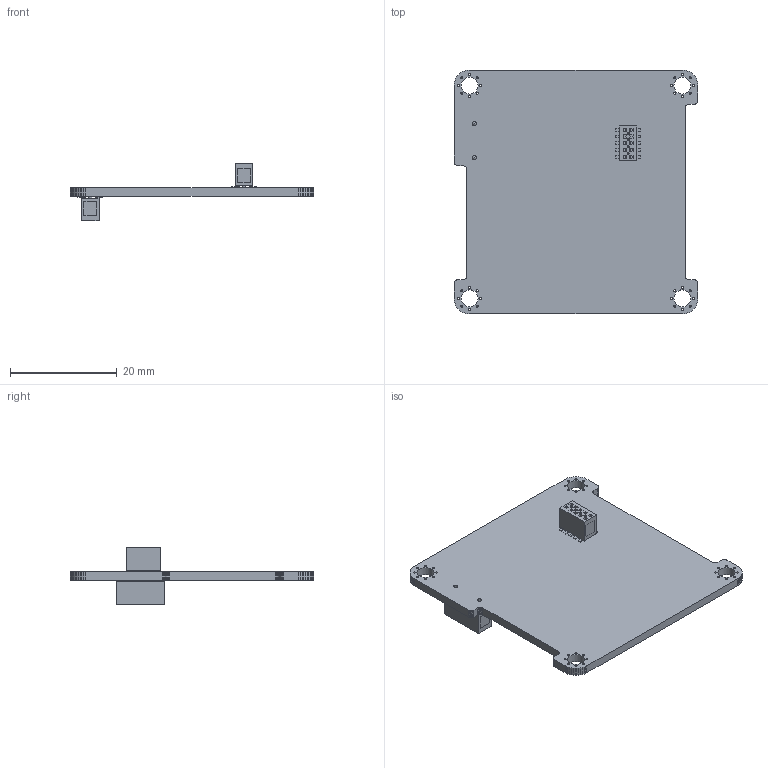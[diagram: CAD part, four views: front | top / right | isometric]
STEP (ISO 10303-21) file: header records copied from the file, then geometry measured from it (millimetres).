
FILE_DESCRIPTION(('KiCad electronic assembly'),'2;1');
FILE_NAME('batteryboard-top.step','2023-04-25T23:47:19',('Pcbnew'),( 'Kicad'),'Open CASCADE STEP processor 7.6','KiCad to STEP converter' ,'Unknown');
FILE_SCHEMA(('AUTOMOTIVE_DESIGN { 1 0 10303 214 1 1 1 1 }'));
Length unit declared in the file: millimetre
Products named in the file (6): batteryboard-top 1; FLE-105-01-X-DV-A; COMPOUND; FLE-107-01-X-DV-A; _autosave-batteryboard-top PCB
Assembly tree (5 placements, depth 3):
  batteryboard-top 1
    FLE-105-01-X-DV-A
      COMPOUND
    FLE-107-01-X-DV-A
      COMPOUND
    _autosave-batteryboard-top PCB
Bounding box: 45.6 x 45.6 x 10.77 mm (x, y, z)
Volume: 3296.4 mm3; surface area: 5256 mm2
Topology: 5 solids, 5 shells, 850 faces, 2386 edges, 1558 vertices
Faces by surface type: plane 734, cylinder 112, sphere 2, bspline 1, revolution 1
Full cylindrical faces by diameter (mm): 0.381 x42, 0.508 x10, 0.635 x4, 0.76 x4, 3.2 x4
Entity records: 58888 total; most frequent: CARTESIAN_POINT 10333, DIRECTION 8984, LINE 6675, VECTOR 6675, ORIENTED_EDGE 4768, PCURVE 4768, DEFINITIONAL_REPRESENTATION 4768, EDGE_CURVE 2384
